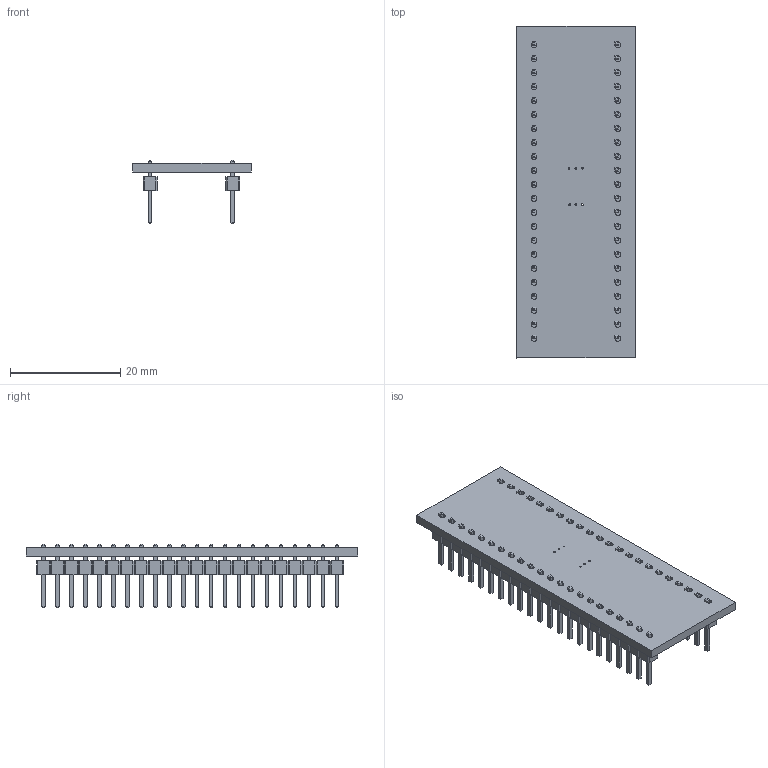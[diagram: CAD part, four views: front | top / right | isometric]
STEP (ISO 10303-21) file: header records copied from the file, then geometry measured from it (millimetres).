
FILE_DESCRIPTION(('KiCad electronic assembly'),'2;1');
FILE_NAME('NRPV02_adapt.step','2021-07-22T12:16:59',('An Author'),( 'A Company'),'Open CASCADE STEP processor 6.9', 'KiCad to STEP converter','Unknown');
FILE_SCHEMA(('AUTOMOTIVE_DESIGN { 1 0 10303 214 1 1 1 1 }'));
Length unit declared in the file: millimetre
Products named in the file (4): Open CASCADE STEP translator 6.9 1; PinHeader_1x22_P2.54mm_Vertical; SOLID; COMPOUND
Assembly tree (4 placements, depth 3):
  Open CASCADE STEP translator 6.9 1
    PinHeader_1x22_P2.54mm_Vertical  x2
      SOLID
    COMPOUND
Bounding box: 21.54 x 60.35 x 11.54 mm (x, y, z)
Volume: 2888.2 mm3; surface area: 5200.1 mm2
Topology: 3 solids, 3 shells, 1120 faces, 2726 edges, 1700 vertices
Faces by surface type: plane 1070, cylinder 50
Full cylindrical faces by diameter (mm): 0.3 x6, 1 x44
Entity records: 39908 total; most frequent: CARTESIAN_POINT 6429, DIRECTION 5518, LINE 4132, VECTOR 4132, ORIENTED_EDGE 2888, PCURVE 2888, DEFINITIONAL_REPRESENTATION 2888, EDGE_CURVE 1444
